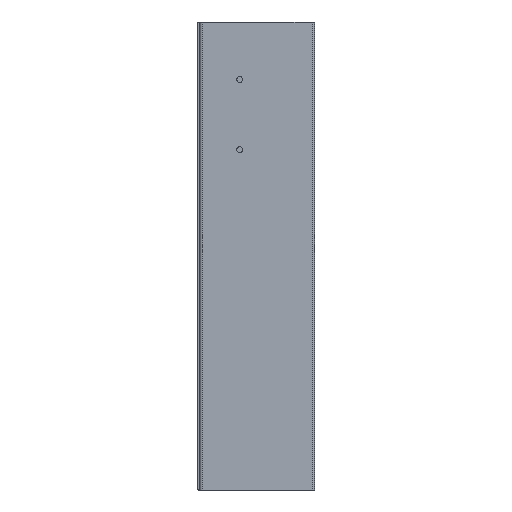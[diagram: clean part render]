
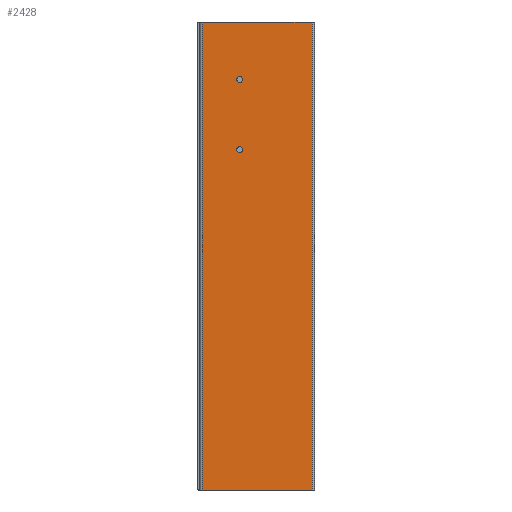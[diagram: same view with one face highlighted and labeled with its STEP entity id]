
A CAD part, front view. The second image highlights one B-rep face of the part: STEP entity #2428.
In plain terms, the highlighted planar face has unit normal (0, -1, 0).
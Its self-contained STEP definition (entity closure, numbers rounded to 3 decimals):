
#73 = CARTESIAN_POINT ( 'NONE',  ( 0., -12.5, 200. ) ) ;
#118 = CARTESIAN_POINT ( 'NONE',  ( -7., -12.5, 174.19 ) ) ;
#221 = CARTESIAN_POINT ( 'NONE',  ( -7., -12.5, 145.44 ) ) ;
#280 = DIRECTION ( 'NONE',  ( 1., 0., 0. ) ) ;
#358 = VERTEX_POINT ( 'NONE', #1309 ) ;
#365 = LINE ( 'NONE', #3311, #3333 ) ;
#425 = ORIENTED_EDGE ( 'NONE', *, *, #1487, .T. ) ;
#534 = DIRECTION ( 'NONE',  ( 0., 0., -1. ) ) ;
#550 = VECTOR ( 'NONE', #973, 1000. ) ;
#565 = DIRECTION ( 'NONE',  ( 0., 0., -1. ) ) ;
#743 = ORIENTED_EDGE ( 'NONE', *, *, #1786, .F. ) ;
#777 = CARTESIAN_POINT ( 'NONE',  ( 24., -12.5, 0. ) ) ;
#780 = ORIENTED_EDGE ( 'NONE', *, *, #1973, .F. ) ;
#794 = ORIENTED_EDGE ( 'NONE', *, *, #3510, .F. ) ;
#796 = ORIENTED_EDGE ( 'NONE', *, *, #3801, .F. ) ;
#837 = CARTESIAN_POINT ( 'NONE',  ( 24., -12.5, 200. ) ) ;
#860 = CARTESIAN_POINT ( 'NONE',  ( -7., -12.5, 175.44 ) ) ;
#973 = DIRECTION ( 'NONE',  ( 0., 0., 1. ) ) ;
#1083 = EDGE_CURVE ( 'NONE', #3599, #2193, #365, .T. ) ;
#1136 = DIRECTION ( 'NONE',  ( 0., -1., 0. ) ) ;
#1223 = FACE_BOUND ( 'NONE', #2239, .T. ) ;
#1227 = AXIS2_PLACEMENT_3D ( 'NONE', #3447, #2810, #3124 ) ;
#1233 = DIRECTION ( 'NONE',  ( 1., 0., 0. ) ) ;
#1234 = CARTESIAN_POINT ( 'NONE',  ( -23., -12.5, 200. ) ) ;
#1238 = DIRECTION ( 'NONE',  ( -1., 0., 0. ) ) ;
#1297 = AXIS2_PLACEMENT_3D ( 'NONE', #3812, #2926, #3219 ) ;
#1309 = CARTESIAN_POINT ( 'NONE',  ( -7., -12.5, 146.69 ) ) ;
#1346 = AXIS2_PLACEMENT_3D ( 'NONE', #73, #2147, #1238 ) ;
#1400 = LINE ( 'NONE', #3352, #550 ) ;
#1425 = ORIENTED_EDGE ( 'NONE', *, *, #1616, .T. ) ;
#1458 = EDGE_LOOP ( 'NONE', ( #796, #780 ) ) ;
#1487 = EDGE_CURVE ( 'NONE', #2193, #3020, #1400, .T. ) ;
#1585 = CIRCLE ( 'NONE', #2618, 1.25 ) ;
#1616 = EDGE_CURVE ( 'NONE', #1798, #3599, #2753, .T. ) ;
#1695 = EDGE_LOOP ( 'NONE', ( #2546, #1425, #2375, #425 ) ) ;
#1713 = VERTEX_POINT ( 'NONE', #118 ) ;
#1786 = EDGE_CURVE ( 'NONE', #1713, #3438, #3718, .T. ) ;
#1798 = VERTEX_POINT ( 'NONE', #3398 ) ;
#1896 = AXIS2_PLACEMENT_3D ( 'NONE', #221, #1136, #534 ) ;
#1973 = EDGE_CURVE ( 'NONE', #358, #2615, #3091, .T. ) ;
#2040 = CIRCLE ( 'NONE', #1896, 1.25 ) ;
#2061 = CARTESIAN_POINT ( 'NONE',  ( 0., -12.5, 200. ) ) ;
#2147 = DIRECTION ( 'NONE',  ( 0., 1., 0. ) ) ;
#2193 = VERTEX_POINT ( 'NONE', #777 ) ;
#2239 = EDGE_LOOP ( 'NONE', ( #743, #794 ) ) ;
#2375 = ORIENTED_EDGE ( 'NONE', *, *, #1083, .T. ) ;
#2394 = EDGE_CURVE ( 'NONE', #1798, #3020, #3699, .T. ) ;
#2406 = VECTOR ( 'NONE', #3328, 1000. ) ;
#2428 = ADVANCED_FACE ( 'NONE', ( #1223, #3421, #2586 ), #2993, .F. ) ;
#2458 = VECTOR ( 'NONE', #280, 1000. ) ;
#2546 = ORIENTED_EDGE ( 'NONE', *, *, #2394, .F. ) ;
#2586 = FACE_OUTER_BOUND ( 'NONE', #1695, .T. ) ;
#2615 = VERTEX_POINT ( 'NONE', #2869 ) ;
#2618 = AXIS2_PLACEMENT_3D ( 'NONE', #860, #3259, #565 ) ;
#2753 = LINE ( 'NONE', #1234, #2406 ) ;
#2810 = DIRECTION ( 'NONE',  ( 0., -1., 0. ) ) ;
#2869 = CARTESIAN_POINT ( 'NONE',  ( -7., -12.5, 144.19 ) ) ;
#2926 = DIRECTION ( 'NONE',  ( 0., -1., 0. ) ) ;
#2993 = PLANE ( 'NONE',  #1346 ) ;
#3020 = VERTEX_POINT ( 'NONE', #837 ) ;
#3091 = CIRCLE ( 'NONE', #1297, 1.25 ) ;
#3124 = DIRECTION ( 'NONE',  ( 0., 0., -1. ) ) ;
#3219 = DIRECTION ( 'NONE',  ( 0., 0., -1. ) ) ;
#3259 = DIRECTION ( 'NONE',  ( 0., -1., 0. ) ) ;
#3311 = CARTESIAN_POINT ( 'NONE',  ( 0., -12.5, 0. ) ) ;
#3328 = DIRECTION ( 'NONE',  ( 0., 0., -1. ) ) ;
#3333 = VECTOR ( 'NONE', #1233, 1000. ) ;
#3352 = CARTESIAN_POINT ( 'NONE',  ( 24., -12.5, 200. ) ) ;
#3398 = CARTESIAN_POINT ( 'NONE',  ( -23., -12.5, 200. ) ) ;
#3421 = FACE_BOUND ( 'NONE', #1458, .T. ) ;
#3438 = VERTEX_POINT ( 'NONE', #3450 ) ;
#3447 = CARTESIAN_POINT ( 'NONE',  ( -7., -12.5, 175.44 ) ) ;
#3450 = CARTESIAN_POINT ( 'NONE',  ( -7., -12.5, 176.69 ) ) ;
#3510 = EDGE_CURVE ( 'NONE', #3438, #1713, #1585, .T. ) ;
#3599 = VERTEX_POINT ( 'NONE', #3600 ) ;
#3600 = CARTESIAN_POINT ( 'NONE',  ( -23., -12.5, 0. ) ) ;
#3699 = LINE ( 'NONE', #2061, #2458 ) ;
#3718 = CIRCLE ( 'NONE', #1227, 1.25 ) ;
#3801 = EDGE_CURVE ( 'NONE', #2615, #358, #2040, .T. ) ;
#3812 = CARTESIAN_POINT ( 'NONE',  ( -7., -12.5, 145.44 ) ) ;
